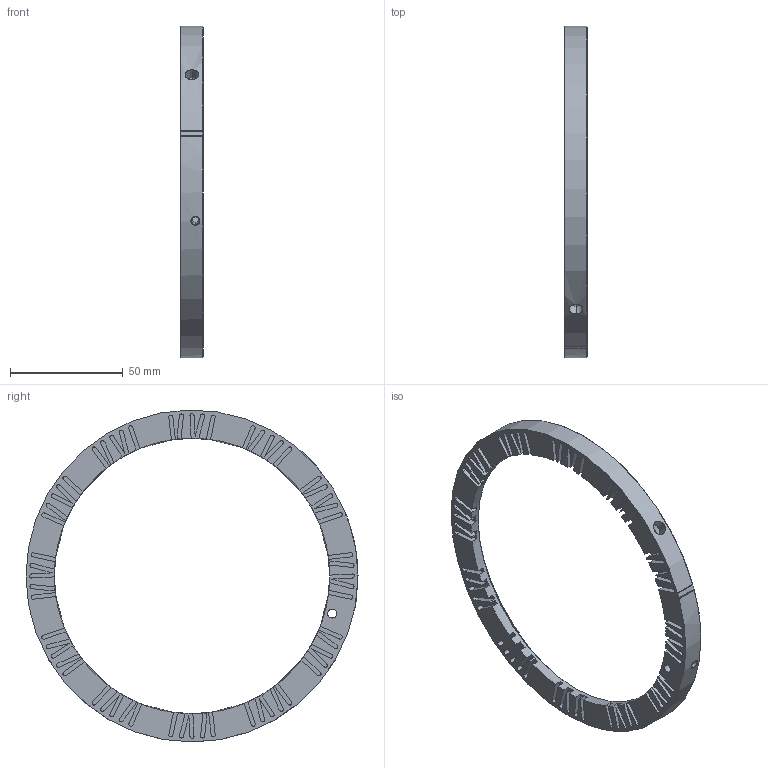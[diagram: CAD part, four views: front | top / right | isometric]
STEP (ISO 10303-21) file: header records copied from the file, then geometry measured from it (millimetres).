
FILE_DESCRIPTION((''),'2;1');
FILE_NAME('604610200','2017-05-22T',('WX'),(''),'CREO PARAMETRIC BY PTC INC, 2015480','CREO PARAMETRIC BY PTC INC, 2015480','');
FILE_SCHEMA(('CONFIG_CONTROL_DESIGN'));
Length unit declared in the file: millimetre
Products named in the file (1): 604610200
Bounding box: 10 x 147 x 146.99 mm (x, y, z)
Volume: 35758.1 mm3; surface area: 22871.6 mm2
Topology: 1 solids, 2 shells, 260 faces, 773 edges, 512 vertices
Faces by surface type: plane 177, cylinder 75, cone 8
Entity records: 8922 total; most frequent: CARTESIAN_POINT 1687, ORIENTED_EDGE 1540, DIRECTION 1521, EDGE_CURVE 772, VERTEX_POINT 512, AXIS2_PLACEMENT_3D 507, VECTOR 507, LINE 507
